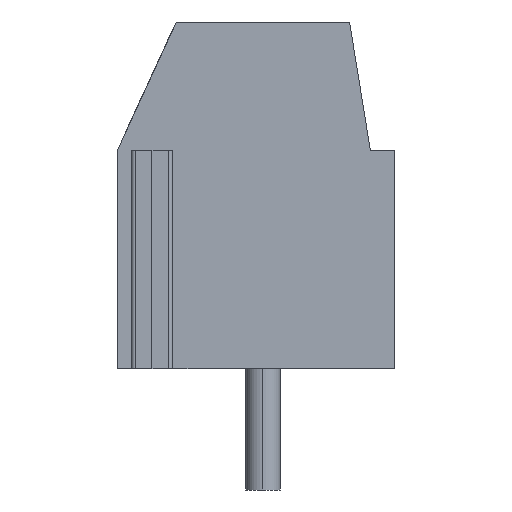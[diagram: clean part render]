
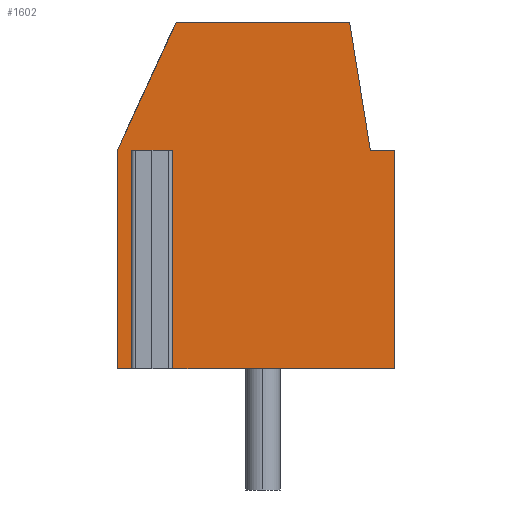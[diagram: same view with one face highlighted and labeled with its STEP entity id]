
A CAD part, left-side view. The second image highlights one B-rep face of the part: STEP entity #1602.
In plain terms, the highlighted planar face has unit normal (-1, 0, 0).
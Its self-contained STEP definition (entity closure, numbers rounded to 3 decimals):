
#1555=AXIS2_PLACEMENT_3D('Plane Axis2P3D',#1552,#1553,#1554) ;
#192=CARTESIAN_POINT('Vertex',(0.6,3.287,13.5)) ;
#195=CARTESIAN_POINT('Line Origine',(0.6,0.787,13.5)) ;
#199=CARTESIAN_POINT('Vertex',(0.6,-1.713,13.5)) ;
#396=CARTESIAN_POINT('Vertex',(0.6,4.987,9.8)) ;
#401=CARTESIAN_POINT('Line Origine',(0.6,4.137,11.65)) ;
#827=CARTESIAN_POINT('Line Origine',(0.6,3.829,9.8)) ;
#831=CARTESIAN_POINT('Vertex',(0.6,3.672,9.8)) ;
#833=CARTESIAN_POINT('Vertex',(0.6,3.987,9.8)) ;
#836=CARTESIAN_POINT('Line Origine',(0.6,4.144,9.8)) ;
#840=CARTESIAN_POINT('Vertex',(0.6,4.302,9.8)) ;
#1043=CARTESIAN_POINT('Line Origine',(0.6,4.302,6.65)) ;
#1047=CARTESIAN_POINT('Vertex',(0.6,4.302,3.5)) ;
#1347=CARTESIAN_POINT('Vertex',(0.6,3.672,3.5)) ;
#1350=CARTESIAN_POINT('Line Origine',(0.6,3.672,6.65)) ;
#1430=CARTESIAN_POINT('Vertex',(0.6,4.987,3.5)) ;
#1435=CARTESIAN_POINT('Line Origine',(0.6,4.987,6.65)) ;
#1552=CARTESIAN_POINT('Axis2P3D Location',(0.6,0.787,3.5)) ;
#1557=CARTESIAN_POINT('Line Origine',(0.6,0.329,3.5)) ;
#1561=CARTESIAN_POINT('Vertex',(0.6,-3.013,3.5)) ;
#1564=CARTESIAN_POINT('Line Origine',(0.6,-3.013,6.65)) ;
#1568=CARTESIAN_POINT('Vertex',(0.6,-3.013,9.8)) ;
#1571=CARTESIAN_POINT('Line Origine',(0.6,-2.663,9.8)) ;
#1575=CARTESIAN_POINT('Vertex',(0.6,-2.313,9.8)) ;
#1578=CARTESIAN_POINT('Line Origine',(0.6,-2.013,11.65)) ;
#1583=CARTESIAN_POINT('Line Origine',(0.6,4.644,3.5)) ;
#196=DIRECTION('Vector Direction',(0.,-1.,0.)) ;
#402=DIRECTION('Vector Direction',(0.,-0.418,0.909)) ;
#828=DIRECTION('Vector Direction',(0.,1.,0.)) ;
#837=DIRECTION('Vector Direction',(0.,-1.,0.)) ;
#1044=DIRECTION('Vector Direction',(0.,0.,1.)) ;
#1351=DIRECTION('Vector Direction',(0.,0.,1.)) ;
#1436=DIRECTION('Vector Direction',(0.,0.,1.)) ;
#1553=DIRECTION('Axis2P3D Direction',(1.,0.,0.)) ;
#1554=DIRECTION('Axis2P3D XDirection',(0.,0.,1.)) ;
#1558=DIRECTION('Vector Direction',(0.,1.,0.)) ;
#1565=DIRECTION('Vector Direction',(0.,0.,-1.)) ;
#1572=DIRECTION('Vector Direction',(0.,-1.,0.)) ;
#1579=DIRECTION('Vector Direction',(0.,0.16,0.987)) ;
#1584=DIRECTION('Vector Direction',(0.,1.,0.)) ;
#197=VECTOR('Line Direction',#196,1.) ;
#403=VECTOR('Line Direction',#402,1.) ;
#829=VECTOR('Line Direction',#828,1.) ;
#838=VECTOR('Line Direction',#837,1.) ;
#1045=VECTOR('Line Direction',#1044,1.) ;
#1352=VECTOR('Line Direction',#1351,1.) ;
#1437=VECTOR('Line Direction',#1436,1.) ;
#1559=VECTOR('Line Direction',#1558,1.) ;
#1566=VECTOR('Line Direction',#1565,1.) ;
#1573=VECTOR('Line Direction',#1572,1.) ;
#1580=VECTOR('Line Direction',#1579,1.) ;
#1585=VECTOR('Line Direction',#1584,1.) ;
#1589=ORIENTED_EDGE('',*,*,#835,.F.) ;
#1590=ORIENTED_EDGE('',*,*,#1354,.F.) ;
#1591=ORIENTED_EDGE('',*,*,#1563,.F.) ;
#1592=ORIENTED_EDGE('',*,*,#1570,.F.) ;
#1593=ORIENTED_EDGE('',*,*,#1577,.F.) ;
#1594=ORIENTED_EDGE('',*,*,#1582,.F.) ;
#1595=ORIENTED_EDGE('',*,*,#201,.F.) ;
#1596=ORIENTED_EDGE('',*,*,#405,.F.) ;
#1597=ORIENTED_EDGE('',*,*,#1439,.F.) ;
#1598=ORIENTED_EDGE('',*,*,#1587,.F.) ;
#1599=ORIENTED_EDGE('',*,*,#1049,.T.) ;
#1600=ORIENTED_EDGE('',*,*,#842,.F.) ;
#1602=ADVANCED_FACE('Housing-3',(#1601),#1556,.F.) ;
#201=EDGE_CURVE('',#193,#200,#198,.T.) ;
#405=EDGE_CURVE('',#397,#193,#404,.T.) ;
#835=EDGE_CURVE('',#832,#834,#830,.T.) ;
#842=EDGE_CURVE('',#834,#841,#839,.F.) ;
#1049=EDGE_CURVE('',#1048,#841,#1046,.T.) ;
#1354=EDGE_CURVE('',#1348,#832,#1353,.T.) ;
#1439=EDGE_CURVE('',#1431,#397,#1438,.T.) ;
#1563=EDGE_CURVE('',#1562,#1348,#1560,.T.) ;
#1570=EDGE_CURVE('',#1569,#1562,#1567,.T.) ;
#1577=EDGE_CURVE('',#1576,#1569,#1574,.T.) ;
#1582=EDGE_CURVE('',#200,#1576,#1581,.F.) ;
#1587=EDGE_CURVE('',#1048,#1431,#1586,.T.) ;
#1588=EDGE_LOOP('',(#1589,#1590,#1591,#1592,#1593,#1594,#1595,#1596,#1597,#1598,#1599,#1600)) ;
#1601=FACE_OUTER_BOUND('',#1588,.T.) ;
#198=LINE('Line',#195,#197) ;
#404=LINE('Line',#401,#403) ;
#830=LINE('Line',#827,#829) ;
#839=LINE('Line',#836,#838) ;
#1046=LINE('Line',#1043,#1045) ;
#1353=LINE('Line',#1350,#1352) ;
#1438=LINE('Line',#1435,#1437) ;
#1560=LINE('Line',#1557,#1559) ;
#1567=LINE('Line',#1564,#1566) ;
#1574=LINE('Line',#1571,#1573) ;
#1581=LINE('Line',#1578,#1580) ;
#1586=LINE('Line',#1583,#1585) ;
#1556=PLANE('',#1555) ;
#193=VERTEX_POINT('',#192) ;
#200=VERTEX_POINT('',#199) ;
#397=VERTEX_POINT('',#396) ;
#832=VERTEX_POINT('',#831) ;
#834=VERTEX_POINT('',#833) ;
#841=VERTEX_POINT('',#840) ;
#1048=VERTEX_POINT('',#1047) ;
#1348=VERTEX_POINT('',#1347) ;
#1431=VERTEX_POINT('',#1430) ;
#1562=VERTEX_POINT('',#1561) ;
#1569=VERTEX_POINT('',#1568) ;
#1576=VERTEX_POINT('',#1575) ;
